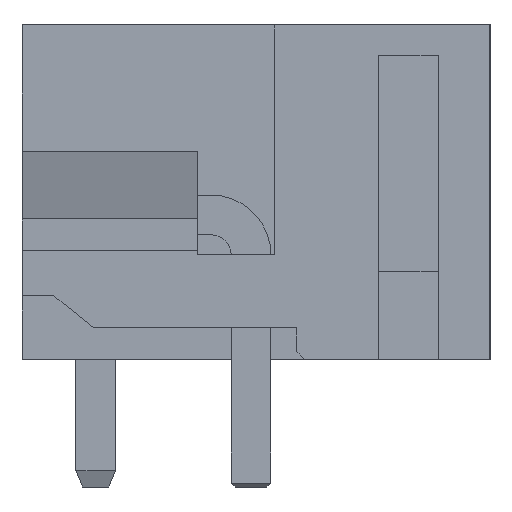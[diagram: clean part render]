
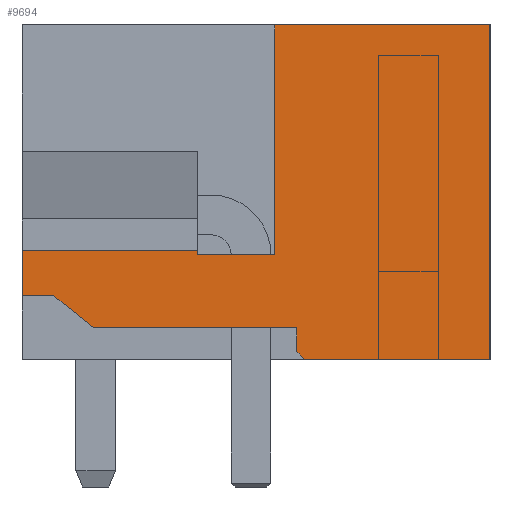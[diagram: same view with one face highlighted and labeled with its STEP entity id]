
A CAD part, left-side view. The second image highlights one B-rep face of the part: STEP entity #9694.
In plain terms, the highlighted planar face has unit normal (-1, 0, 0).
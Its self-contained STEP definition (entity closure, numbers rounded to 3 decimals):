
#9658=AXIS2_PLACEMENT_3D('Plane Axis2P3D',#9655,#9656,#9657) ;
#647=CARTESIAN_POINT('Vertex',(0.,0.,3.2)) ;
#650=CARTESIAN_POINT('Line Origine',(0.,2.325,3.2)) ;
#654=CARTESIAN_POINT('Vertex',(0.,4.65,3.2)) ;
#1377=CARTESIAN_POINT('Vertex',(0.,0.,11.6)) ;
#1380=CARTESIAN_POINT('Line Origine',(0.,0.,7.4)) ;
#2689=CARTESIAN_POINT('Vertex',(0.,5.4,11.6)) ;
#2692=CARTESIAN_POINT('Line Origine',(0.,2.7,11.6)) ;
#2848=CARTESIAN_POINT('Vertex',(0.,11.75,4.8)) ;
#2851=CARTESIAN_POINT('Line Origine',(0.,11.75,5.365)) ;
#2855=CARTESIAN_POINT('Vertex',(0.,11.75,5.93)) ;
#9173=CARTESIAN_POINT('Line Origine',(0.,11.35,4.8)) ;
#9177=CARTESIAN_POINT('Vertex',(0.,10.95,4.8)) ;
#9245=CARTESIAN_POINT('Line Origine',(0.,10.45,4.4)) ;
#9249=CARTESIAN_POINT('Vertex',(0.,9.95,4.)) ;
#9269=CARTESIAN_POINT('Line Origine',(0.,4.75,3.3)) ;
#9273=CARTESIAN_POINT('Vertex',(0.,4.85,3.4)) ;
#9293=CARTESIAN_POINT('Line Origine',(0.,4.85,3.7)) ;
#9297=CARTESIAN_POINT('Vertex',(0.,4.85,4.)) ;
#9317=CARTESIAN_POINT('Line Origine',(0.,7.4,4.)) ;
#9340=CARTESIAN_POINT('Vertex',(0.,7.35,5.93)) ;
#9348=CARTESIAN_POINT('Line Origine',(0.,9.55,5.93)) ;
#9655=CARTESIAN_POINT('Axis2P3D Location',(0.,0.,0.)) ;
#9660=CARTESIAN_POINT('Line Origine',(0.,5.4,8.715)) ;
#9664=CARTESIAN_POINT('Vertex',(0.,5.4,5.83)) ;
#9667=CARTESIAN_POINT('Line Origine',(0.,6.375,5.83)) ;
#9671=CARTESIAN_POINT('Vertex',(0.,7.35,5.83)) ;
#9674=CARTESIAN_POINT('Line Origine',(0.,7.35,5.88)) ;
#651=DIRECTION('Vector Direction',(0.,1.,0.)) ;
#1381=DIRECTION('Vector Direction',(0.,0.,1.)) ;
#2693=DIRECTION('Vector Direction',(0.,-1.,0.)) ;
#2852=DIRECTION('Vector Direction',(0.,0.,-1.)) ;
#9174=DIRECTION('Vector Direction',(0.,-1.,0.)) ;
#9246=DIRECTION('Vector Direction',(0.,-0.781,-0.625)) ;
#9270=DIRECTION('Vector Direction',(0.,-0.707,-0.707)) ;
#9294=DIRECTION('Vector Direction',(0.,0.,-1.)) ;
#9318=DIRECTION('Vector Direction',(0.,-1.,0.)) ;
#9349=DIRECTION('Vector Direction',(0.,1.,0.)) ;
#9656=DIRECTION('Axis2P3D Direction',(-1.,0.,0.)) ;
#9657=DIRECTION('Axis2P3D XDirection',(0.,-1.,0.)) ;
#9661=DIRECTION('Vector Direction',(0.,0.,-1.)) ;
#9668=DIRECTION('Vector Direction',(0.,1.,0.)) ;
#9675=DIRECTION('Vector Direction',(0.,0.,-1.)) ;
#652=VECTOR('Line Direction',#651,1.) ;
#1382=VECTOR('Line Direction',#1381,1.) ;
#2694=VECTOR('Line Direction',#2693,1.) ;
#2853=VECTOR('Line Direction',#2852,1.) ;
#9175=VECTOR('Line Direction',#9174,1.) ;
#9247=VECTOR('Line Direction',#9246,1.) ;
#9271=VECTOR('Line Direction',#9270,1.) ;
#9295=VECTOR('Line Direction',#9294,1.) ;
#9319=VECTOR('Line Direction',#9318,1.) ;
#9350=VECTOR('Line Direction',#9349,1.) ;
#9662=VECTOR('Line Direction',#9661,1.) ;
#9669=VECTOR('Line Direction',#9668,1.) ;
#9676=VECTOR('Line Direction',#9675,1.) ;
#9680=ORIENTED_EDGE('',*,*,#9352,.T.) ;
#9681=ORIENTED_EDGE('',*,*,#2857,.T.) ;
#9682=ORIENTED_EDGE('',*,*,#9179,.F.) ;
#9683=ORIENTED_EDGE('',*,*,#9251,.F.) ;
#9684=ORIENTED_EDGE('',*,*,#9321,.F.) ;
#9685=ORIENTED_EDGE('',*,*,#9299,.F.) ;
#9686=ORIENTED_EDGE('',*,*,#9275,.F.) ;
#9687=ORIENTED_EDGE('',*,*,#656,.T.) ;
#9688=ORIENTED_EDGE('',*,*,#1384,.T.) ;
#9689=ORIENTED_EDGE('',*,*,#2696,.T.) ;
#9690=ORIENTED_EDGE('',*,*,#9666,.T.) ;
#9691=ORIENTED_EDGE('',*,*,#9673,.T.) ;
#9692=ORIENTED_EDGE('',*,*,#9678,.F.) ;
#9694=ADVANCED_FACE('HOUSING',(#9693),#9659,.T.) ;
#656=EDGE_CURVE('',#655,#648,#653,.F.) ;
#1384=EDGE_CURVE('',#648,#1378,#1383,.T.) ;
#2696=EDGE_CURVE('',#1378,#2690,#2695,.F.) ;
#2857=EDGE_CURVE('',#2856,#2849,#2854,.T.) ;
#9179=EDGE_CURVE('',#9178,#2849,#9176,.F.) ;
#9251=EDGE_CURVE('',#9250,#9178,#9248,.F.) ;
#9275=EDGE_CURVE('',#655,#9274,#9272,.F.) ;
#9299=EDGE_CURVE('',#9274,#9298,#9296,.F.) ;
#9321=EDGE_CURVE('',#9298,#9250,#9320,.F.) ;
#9352=EDGE_CURVE('',#9341,#2856,#9351,.T.) ;
#9666=EDGE_CURVE('',#2690,#9665,#9663,.T.) ;
#9673=EDGE_CURVE('',#9665,#9672,#9670,.T.) ;
#9678=EDGE_CURVE('',#9341,#9672,#9677,.T.) ;
#9679=EDGE_LOOP('',(#9680,#9681,#9682,#9683,#9684,#9685,#9686,#9687,#9688,#9689,#9690,#9691,#9692)) ;
#9693=FACE_OUTER_BOUND('',#9679,.T.) ;
#653=LINE('Line',#650,#652) ;
#1383=LINE('Line',#1380,#1382) ;
#2695=LINE('Line',#2692,#2694) ;
#2854=LINE('Line',#2851,#2853) ;
#9176=LINE('Line',#9173,#9175) ;
#9248=LINE('Line',#9245,#9247) ;
#9272=LINE('Line',#9269,#9271) ;
#9296=LINE('Line',#9293,#9295) ;
#9320=LINE('Line',#9317,#9319) ;
#9351=LINE('Line',#9348,#9350) ;
#9663=LINE('Line',#9660,#9662) ;
#9670=LINE('Line',#9667,#9669) ;
#9677=LINE('Line',#9674,#9676) ;
#9659=PLANE('',#9658) ;
#648=VERTEX_POINT('',#647) ;
#655=VERTEX_POINT('',#654) ;
#1378=VERTEX_POINT('',#1377) ;
#2690=VERTEX_POINT('',#2689) ;
#2849=VERTEX_POINT('',#2848) ;
#2856=VERTEX_POINT('',#2855) ;
#9178=VERTEX_POINT('',#9177) ;
#9250=VERTEX_POINT('',#9249) ;
#9274=VERTEX_POINT('',#9273) ;
#9298=VERTEX_POINT('',#9297) ;
#9341=VERTEX_POINT('',#9340) ;
#9665=VERTEX_POINT('',#9664) ;
#9672=VERTEX_POINT('',#9671) ;
